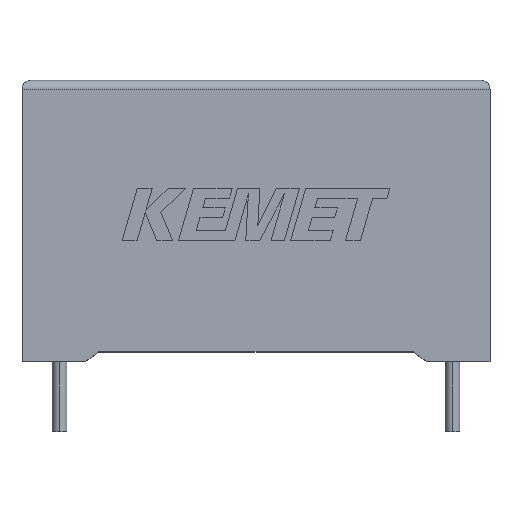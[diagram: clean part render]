
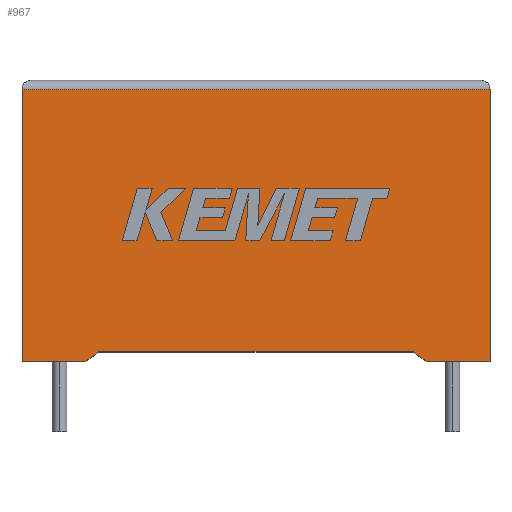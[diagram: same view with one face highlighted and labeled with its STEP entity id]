
A CAD part, top view. The second image highlights one B-rep face of the part: STEP entity #967.
In plain terms, the highlighted planar face has unit normal (0, 0, 1).
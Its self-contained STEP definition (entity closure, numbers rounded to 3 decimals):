
#32 = CARTESIAN_POINT ( 'NONE',  ( 0., 0., 7.2 ) ) ;
#90 = VERTEX_POINT ( 'NONE', #2380 ) ;
#133 = EDGE_CURVE ( 'NONE', #431, #1520, #2487, .T. ) ;
#225 = ORIENTED_EDGE ( 'NONE', *, *, #1589, .T. ) ;
#276 = CARTESIAN_POINT ( 'NONE',  ( 0., 0., 7.2 ) ) ;
#322 = CARTESIAN_POINT ( 'NONE',  ( 0., 0., 7.2 ) ) ;
#362 = LINE ( 'NONE', #610, #1440 ) ;
#377 = ORIENTED_EDGE ( 'NONE', *, *, #678, .T. ) ;
#384 = VECTOR ( 'NONE', #503, 1000. ) ;
#385 = ORIENTED_EDGE ( 'NONE', *, *, #806, .F. ) ;
#431 = VERTEX_POINT ( 'NONE', #2544 ) ;
#444 = VECTOR ( 'NONE', #2132, 1000. ) ;
#485 = VECTOR ( 'NONE', #2606, 1000. ) ;
#503 = DIRECTION ( 'NONE',  ( 0., -1., 0. ) ) ;
#523 = VERTEX_POINT ( 'NONE', #2639 ) ;
#527 = EDGE_CURVE ( 'NONE', #2738, #90, #742, .T. ) ;
#554 = EDGE_CURVE ( 'NONE', #90, #926, #1710, .T. ) ;
#585 = CARTESIAN_POINT ( 'NONE',  ( 13.4, 0.555, 7.2 ) ) ;
#588 = DIRECTION ( 'NONE',  ( 0., 0., -1. ) ) ;
#593 = ORIENTED_EDGE ( 'NONE', *, *, #1126, .T. ) ;
#610 = CARTESIAN_POINT ( 'NONE',  ( 26.8, 0., 7.2 ) ) ;
#678 = EDGE_CURVE ( 'NONE', #2149, #1233, #983, .T. ) ;
#707 = DIRECTION ( 'NONE',  ( 1., 0., 0. ) ) ;
#721 = CARTESIAN_POINT ( 'NONE',  ( 0., 0., 7.2 ) ) ;
#732 = ORIENTED_EDGE ( 'NONE', *, *, #554, .T. ) ;
#742 = LINE ( 'NONE', #2863, #485 ) ;
#745 = PLANE ( 'NONE',  #2356 ) ;
#796 = LINE ( 'NONE', #585, #1020 ) ;
#806 = EDGE_CURVE ( 'NONE', #523, #431, #796, .T. ) ;
#926 = VERTEX_POINT ( 'NONE', #2057 ) ;
#967 = ADVANCED_FACE ( 'NONE', ( #2856 ), #745, .F. ) ;
#983 = LINE ( 'NONE', #721, #1168 ) ;
#1020 = VECTOR ( 'NONE', #2916, 1000. ) ;
#1126 = EDGE_CURVE ( 'NONE', #523, #2149, #2273, .T. ) ;
#1168 = VECTOR ( 'NONE', #707, 1000. ) ;
#1233 = VERTEX_POINT ( 'NONE', #2252 ) ;
#1440 = VECTOR ( 'NONE', #2248, 1000. ) ;
#1520 = VERTEX_POINT ( 'NONE', #2513 ) ;
#1589 = EDGE_CURVE ( 'NONE', #1233, #2738, #362, .T. ) ;
#1684 = CARTESIAN_POINT ( 'NONE',  ( 23.15, 0., 7.2 ) ) ;
#1694 = VECTOR ( 'NONE', #1781, 1000. ) ;
#1710 = LINE ( 'NONE', #276, #384 ) ;
#1781 = DIRECTION ( 'NONE',  ( -0.802, -0.598, 0. ) ) ;
#1845 = EDGE_LOOP ( 'NONE', ( #225, #2303, #732, #2056, #2666, #385, #593, #377 ) ) ;
#2026 = VECTOR ( 'NONE', #2638, 1000. ) ;
#2056 = ORIENTED_EDGE ( 'NONE', *, *, #2535, .T. ) ;
#2057 = CARTESIAN_POINT ( 'NONE',  ( 0., 0., 7.2 ) ) ;
#2132 = DIRECTION ( 'NONE',  ( 1., 0., 0. ) ) ;
#2149 = VERTEX_POINT ( 'NONE', #2924 ) ;
#2248 = DIRECTION ( 'NONE',  ( 0., 1., 0. ) ) ;
#2252 = CARTESIAN_POINT ( 'NONE',  ( 26.8, 0., 7.2 ) ) ;
#2273 = LINE ( 'NONE', #1684, #2026 ) ;
#2303 = ORIENTED_EDGE ( 'NONE', *, *, #527, .T. ) ;
#2356 = AXIS2_PLACEMENT_3D ( 'NONE', #322, #588, #2680 ) ;
#2380 = CARTESIAN_POINT ( 'NONE',  ( 0., 15.6, 7.2 ) ) ;
#2487 = LINE ( 'NONE', #2920, #1694 ) ;
#2513 = CARTESIAN_POINT ( 'NONE',  ( 3.65, 0., 7.2 ) ) ;
#2535 = EDGE_CURVE ( 'NONE', #926, #1520, #3058, .T. ) ;
#2544 = CARTESIAN_POINT ( 'NONE',  ( 4.394, 0.555, 7.2 ) ) ;
#2548 = CARTESIAN_POINT ( 'NONE',  ( 26.8, 15.6, 7.2 ) ) ;
#2606 = DIRECTION ( 'NONE',  ( -1., 0., 0. ) ) ;
#2638 = DIRECTION ( 'NONE',  ( 0.802, -0.598, 0. ) ) ;
#2639 = CARTESIAN_POINT ( 'NONE',  ( 22.406, 0.555, 7.2 ) ) ;
#2666 = ORIENTED_EDGE ( 'NONE', *, *, #133, .F. ) ;
#2680 = DIRECTION ( 'NONE',  ( -1., 0., 0. ) ) ;
#2738 = VERTEX_POINT ( 'NONE', #2548 ) ;
#2856 = FACE_OUTER_BOUND ( 'NONE', #1845, .T. ) ;
#2863 = CARTESIAN_POINT ( 'NONE',  ( 0., 15.6, 7.2 ) ) ;
#2916 = DIRECTION ( 'NONE',  ( -1., 0., 0. ) ) ;
#2920 = CARTESIAN_POINT ( 'NONE',  ( 3.65, 0., 7.2 ) ) ;
#2924 = CARTESIAN_POINT ( 'NONE',  ( 23.15, 0., 7.2 ) ) ;
#3058 = LINE ( 'NONE', #32, #444 ) ;
